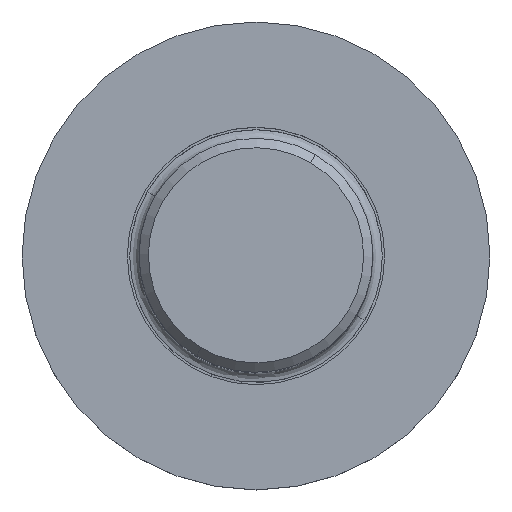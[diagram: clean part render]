
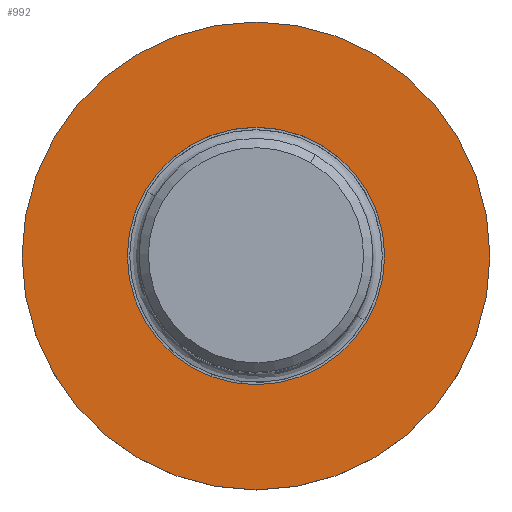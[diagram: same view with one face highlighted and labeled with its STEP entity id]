
A CAD part, top view. The second image highlights one B-rep face of the part: STEP entity #992.
In plain terms, the highlighted planar face has unit normal (0, 0, 1).
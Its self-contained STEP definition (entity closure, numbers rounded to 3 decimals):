
#45 = DIRECTION ( 'NONE',  ( 0., 0., -1. ) ) ;
#76 = CARTESIAN_POINT ( 'NONE',  ( -60.803, -62.465, 1.55 ) ) ;
#108 = FACE_BOUND ( 'NONE', #422, .T. ) ;
#163 = CARTESIAN_POINT ( 'NONE',  ( -63.553, -62.465, 1.55 ) ) ;
#282 = CARTESIAN_POINT ( 'NONE',  ( -65.803, -62.465, 1.55 ) ) ;
#310 = EDGE_LOOP ( 'NONE', ( #804, #1336 ) ) ;
#346 = DIRECTION ( 'NONE',  ( 1., 0., 0. ) ) ;
#359 = CARTESIAN_POINT ( 'NONE',  ( -60.803, -62.465, 1.55 ) ) ;
#362 = CIRCLE ( 'NONE', #1201, 5. ) ;
#390 = DIRECTION ( 'NONE',  ( 1., 0., 0. ) ) ;
#422 = EDGE_LOOP ( 'NONE', ( #836, #870 ) ) ;
#433 = EDGE_CURVE ( 'NONE', #981, #496, #918, .T. ) ;
#489 = DIRECTION ( 'NONE',  ( 0., 0., 1. ) ) ;
#496 = VERTEX_POINT ( 'NONE', #163 ) ;
#562 = AXIS2_PLACEMENT_3D ( 'NONE', #76, #489, #390 ) ;
#583 = CIRCLE ( 'NONE', #1161, 5. ) ;
#607 = DIRECTION ( 'NONE',  ( 0., 0., 1. ) ) ;
#612 = CARTESIAN_POINT ( 'NONE',  ( -60.803, -62.465, 1.55 ) ) ;
#634 = CARTESIAN_POINT ( 'NONE',  ( -55.803, -62.465, 1.55 ) ) ;
#675 = CARTESIAN_POINT ( 'NONE',  ( -60.803, -62.465, 1.55 ) ) ;
#701 = AXIS2_PLACEMENT_3D ( 'NONE', #939, #1150, #1375 ) ;
#740 = CARTESIAN_POINT ( 'NONE',  ( -58.053, -62.465, 1.55 ) ) ;
#792 = DIRECTION ( 'NONE',  ( 0., 0., 1. ) ) ;
#804 = ORIENTED_EDGE ( 'NONE', *, *, #1189, .T. ) ;
#836 = ORIENTED_EDGE ( 'NONE', *, *, #433, .T. ) ;
#838 = VERTEX_POINT ( 'NONE', #282 ) ;
#870 = ORIENTED_EDGE ( 'NONE', *, *, #951, .T. ) ;
#872 = DIRECTION ( 'NONE',  ( 1., 0., 0. ) ) ;
#918 = CIRCLE ( 'NONE', #1338, 2.75 ) ;
#932 = EDGE_CURVE ( 'NONE', #838, #1064, #362, .T. ) ;
#939 = CARTESIAN_POINT ( 'NONE',  ( -60.803, -62.465, 1.55 ) ) ;
#951 = EDGE_CURVE ( 'NONE', #496, #981, #1240, .T. ) ;
#981 = VERTEX_POINT ( 'NONE', #740 ) ;
#992 = ADVANCED_FACE ( 'NONE', ( #1059, #108 ), #1030, .T. ) ;
#1030 = PLANE ( 'NONE',  #562 ) ;
#1045 = DIRECTION ( 'NONE',  ( 1., 0., 0. ) ) ;
#1059 = FACE_OUTER_BOUND ( 'NONE', #310, .T. ) ;
#1064 = VERTEX_POINT ( 'NONE', #634 ) ;
#1150 = DIRECTION ( 'NONE',  ( 0., 0., -1. ) ) ;
#1161 = AXIS2_PLACEMENT_3D ( 'NONE', #359, #792, #346 ) ;
#1189 = EDGE_CURVE ( 'NONE', #1064, #838, #583, .T. ) ;
#1201 = AXIS2_PLACEMENT_3D ( 'NONE', #612, #607, #1045 ) ;
#1240 = CIRCLE ( 'NONE', #701, 2.75 ) ;
#1336 = ORIENTED_EDGE ( 'NONE', *, *, #932, .T. ) ;
#1338 = AXIS2_PLACEMENT_3D ( 'NONE', #675, #45, #872 ) ;
#1375 = DIRECTION ( 'NONE',  ( 1., 0., 0. ) ) ;
